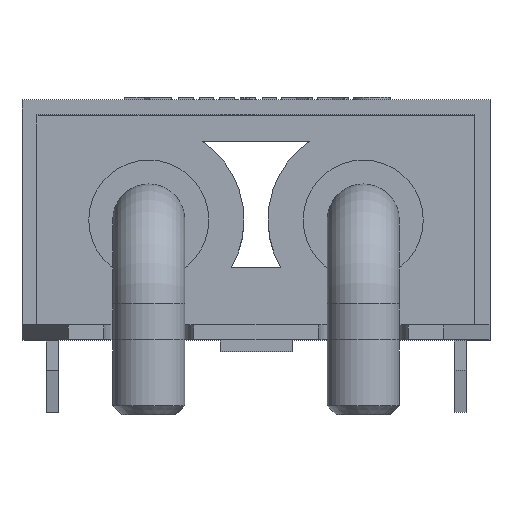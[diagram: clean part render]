
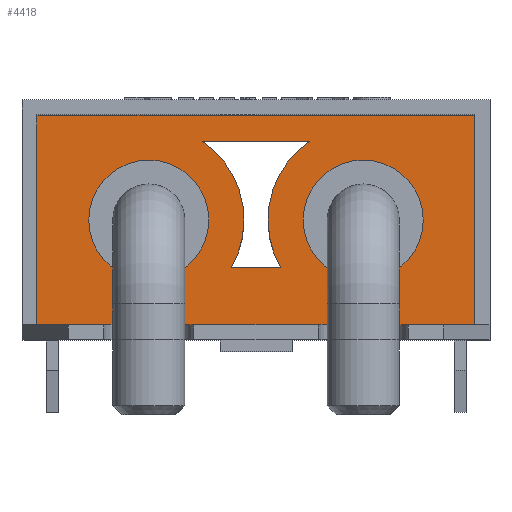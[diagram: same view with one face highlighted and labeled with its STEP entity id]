
A CAD part, top view. The second image highlights one B-rep face of the part: STEP entity #4418.
In plain terms, the highlighted planar face has unit normal (0, 0, 1).
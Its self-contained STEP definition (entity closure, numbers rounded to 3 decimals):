
#55=FACE_BOUND('',#632,.T.);
#56=FACE_BOUND('',#633,.T.);
#57=FACE_BOUND('',#634,.T.);
#369=FACE_OUTER_BOUND('',#631,.T.);
#631=EDGE_LOOP('',(#3726,#3727,#3728,#3729,#3730,#3731,#3732,#3733,#3734,
#3735,#3736,#3737,#3738,#3739,#3740,#3741,#3742,#3743,#3744,#3745,#3746,
#3747,#3748,#3749));
#632=EDGE_LOOP('',(#3750,#3751,#3752,#3753));
#633=EDGE_LOOP('',(#3754));
#634=EDGE_LOOP('',(#3755));
#724=CIRCLE('',#4709,2.);
#725=CIRCLE('',#4711,2.);
#726=CIRCLE('',#4713,3.175);
#727=CIRCLE('',#4716,3.175);
#1054=LINE('',#7181,#1562);
#1058=LINE('',#7189,#1566);
#1062=LINE('',#7197,#1570);
#1073=LINE('',#7217,#1581);
#1077=LINE('',#7225,#1585);
#1083=LINE('',#7237,#1591);
#1086=LINE('',#7244,#1594);
#1090=LINE('',#7251,#1598);
#1093=LINE('',#7258,#1601);
#1097=LINE('',#7265,#1605);
#1100=LINE('',#7272,#1608);
#1102=LINE('',#7276,#1610);
#1107=LINE('',#7285,#1615);
#1109=LINE('',#7290,#1617);
#1114=LINE('',#7299,#1622);
#1116=LINE('',#7303,#1624);
#1117=LINE('',#7305,#1625);
#1121=LINE('',#7312,#1629);
#1177=LINE('',#7449,#1685);
#1180=LINE('',#7456,#1688);
#1181=LINE('',#7459,#1689);
#1182=LINE('',#7461,#1690);
#1183=LINE('',#7462,#1691);
#1184=LINE('',#7463,#1692);
#1185=LINE('',#7464,#1693);
#1186=LINE('',#7465,#1694);
#1562=VECTOR('',#5402,10.);
#1566=VECTOR('',#5406,10.);
#1570=VECTOR('',#5410,10.);
#1581=VECTOR('',#5423,10.);
#1585=VECTOR('',#5427,10.);
#1591=VECTOR('',#5439,10.);
#1594=VECTOR('',#5446,10.);
#1598=VECTOR('',#5452,10.);
#1601=VECTOR('',#5459,10.);
#1605=VECTOR('',#5465,10.);
#1608=VECTOR('',#5472,10.);
#1610=VECTOR('',#5476,10.);
#1615=VECTOR('',#5483,10.);
#1617=VECTOR('',#5489,10.);
#1622=VECTOR('',#5496,10.);
#1624=VECTOR('',#5502,10.);
#1625=VECTOR('',#5503,10.);
#1629=VECTOR('',#5507,10.);
#1685=VECTOR('',#5643,10.);
#1688=VECTOR('',#5652,10.);
#1689=VECTOR('',#5655,10.);
#1690=VECTOR('',#5656,10.);
#1691=VECTOR('',#5657,10.);
#1692=VECTOR('',#5658,10.);
#1693=VECTOR('',#5659,10.);
#1694=VECTOR('',#5660,10.);
#2021=VERTEX_POINT('',#7178);
#2022=VERTEX_POINT('',#7180);
#2025=VERTEX_POINT('',#7186);
#2026=VERTEX_POINT('',#7188);
#2029=VERTEX_POINT('',#7194);
#2030=VERTEX_POINT('',#7196);
#2035=VERTEX_POINT('',#7210);
#2038=VERTEX_POINT('',#7215);
#2039=VERTEX_POINT('',#7218);
#2042=VERTEX_POINT('',#7223);
#2045=VERTEX_POINT('',#7235);
#2047=VERTEX_POINT('',#7243);
#2049=VERTEX_POINT('',#7249);
#2051=VERTEX_POINT('',#7257);
#2053=VERTEX_POINT('',#7263);
#2055=VERTEX_POINT('',#7271);
#2056=VERTEX_POINT('',#7275);
#2059=VERTEX_POINT('',#7283);
#2060=VERTEX_POINT('',#7289);
#2063=VERTEX_POINT('',#7297);
#2064=VERTEX_POINT('',#7304);
#2067=VERTEX_POINT('',#7310);
#2104=VERTEX_POINT('',#7434);
#2105=VERTEX_POINT('',#7438);
#2106=VERTEX_POINT('',#7442);
#2107=VERTEX_POINT('',#7444);
#2108=VERTEX_POINT('',#7448);
#2109=VERTEX_POINT('',#7452);
#2110=VERTEX_POINT('',#7458);
#2111=VERTEX_POINT('',#7460);
#2542=EDGE_CURVE('',#2021,#2022,#1054,.T.);
#2546=EDGE_CURVE('',#2025,#2026,#1058,.T.);
#2550=EDGE_CURVE('',#2029,#2030,#1062,.T.);
#2561=EDGE_CURVE('',#2038,#2035,#1073,.T.);
#2565=EDGE_CURVE('',#2042,#2039,#1077,.T.);
#2571=EDGE_CURVE('',#2029,#2045,#1083,.T.);
#2574=EDGE_CURVE('',#2030,#2047,#1086,.T.);
#2578=EDGE_CURVE('',#2025,#2049,#1090,.T.);
#2581=EDGE_CURVE('',#2026,#2051,#1093,.T.);
#2585=EDGE_CURVE('',#2021,#2053,#1097,.T.);
#2588=EDGE_CURVE('',#2022,#2055,#1100,.T.);
#2590=EDGE_CURVE('',#2039,#2056,#1102,.T.);
#2595=EDGE_CURVE('',#2042,#2059,#1107,.T.);
#2597=EDGE_CURVE('',#2035,#2060,#1109,.T.);
#2602=EDGE_CURVE('',#2038,#2063,#1114,.T.);
#2604=EDGE_CURVE('',#2056,#2063,#1116,.T.);
#2605=EDGE_CURVE('',#2060,#2064,#1117,.T.);
#2609=EDGE_CURVE('',#2067,#2059,#1121,.T.);
#2669=EDGE_CURVE('',#2104,#2104,#724,.T.);
#2671=EDGE_CURVE('',#2105,#2105,#725,.T.);
#2674=EDGE_CURVE('',#2107,#2106,#726,.T.);
#2676=EDGE_CURVE('',#2108,#2107,#1177,.T.);
#2678=EDGE_CURVE('',#2109,#2108,#727,.T.);
#2680=EDGE_CURVE('',#2106,#2109,#1180,.T.);
#2681=EDGE_CURVE('',#2064,#2110,#1181,.T.);
#2682=EDGE_CURVE('',#2111,#2067,#1182,.T.);
#2683=EDGE_CURVE('',#2047,#2111,#1183,.T.);
#2684=EDGE_CURVE('',#2051,#2045,#1184,.T.);
#2685=EDGE_CURVE('',#2055,#2049,#1185,.T.);
#2686=EDGE_CURVE('',#2110,#2053,#1186,.T.);
#3726=ORIENTED_EDGE('',*,*,#2681,.F.);
#3727=ORIENTED_EDGE('',*,*,#2605,.F.);
#3728=ORIENTED_EDGE('',*,*,#2597,.F.);
#3729=ORIENTED_EDGE('',*,*,#2561,.F.);
#3730=ORIENTED_EDGE('',*,*,#2602,.T.);
#3731=ORIENTED_EDGE('',*,*,#2604,.F.);
#3732=ORIENTED_EDGE('',*,*,#2590,.F.);
#3733=ORIENTED_EDGE('',*,*,#2565,.F.);
#3734=ORIENTED_EDGE('',*,*,#2595,.T.);
#3735=ORIENTED_EDGE('',*,*,#2609,.F.);
#3736=ORIENTED_EDGE('',*,*,#2682,.F.);
#3737=ORIENTED_EDGE('',*,*,#2683,.F.);
#3738=ORIENTED_EDGE('',*,*,#2574,.F.);
#3739=ORIENTED_EDGE('',*,*,#2550,.F.);
#3740=ORIENTED_EDGE('',*,*,#2571,.T.);
#3741=ORIENTED_EDGE('',*,*,#2684,.F.);
#3742=ORIENTED_EDGE('',*,*,#2581,.F.);
#3743=ORIENTED_EDGE('',*,*,#2546,.F.);
#3744=ORIENTED_EDGE('',*,*,#2578,.T.);
#3745=ORIENTED_EDGE('',*,*,#2685,.F.);
#3746=ORIENTED_EDGE('',*,*,#2588,.F.);
#3747=ORIENTED_EDGE('',*,*,#2542,.F.);
#3748=ORIENTED_EDGE('',*,*,#2585,.T.);
#3749=ORIENTED_EDGE('',*,*,#2686,.F.);
#3750=ORIENTED_EDGE('',*,*,#2680,.T.);
#3751=ORIENTED_EDGE('',*,*,#2678,.T.);
#3752=ORIENTED_EDGE('',*,*,#2676,.T.);
#3753=ORIENTED_EDGE('',*,*,#2674,.T.);
#3754=ORIENTED_EDGE('',*,*,#2671,.T.);
#3755=ORIENTED_EDGE('',*,*,#2669,.T.);
#4186=PLANE('',#4718);
#4418=ADVANCED_FACE('',(#369,#55,#56,#57),#4186,.T.);
#4709=AXIS2_PLACEMENT_3D('',#7435,#5627,#5628);
#4711=AXIS2_PLACEMENT_3D('',#7439,#5632,#5633);
#4713=AXIS2_PLACEMENT_3D('',#7445,#5638,#5639);
#4716=AXIS2_PLACEMENT_3D('',#7453,#5647,#5648);
#4718=AXIS2_PLACEMENT_3D('',#7457,#5653,#5654);
#5402=DIRECTION('',(-1.,0.,0.));
#5406=DIRECTION('',(-1.,0.,0.));
#5410=DIRECTION('',(-1.,0.,0.));
#5423=DIRECTION('',(1.,0.,0.));
#5427=DIRECTION('',(1.,0.,0.));
#5439=DIRECTION('',(0.,1.,0.));
#5446=DIRECTION('',(0.,1.,0.));
#5452=DIRECTION('',(0.,1.,0.));
#5459=DIRECTION('',(0.,1.,0.));
#5465=DIRECTION('',(0.,1.,0.));
#5472=DIRECTION('',(0.,1.,0.));
#5476=DIRECTION('',(0.,-1.,0.));
#5483=DIRECTION('',(0.,-1.,0.));
#5489=DIRECTION('',(0.,-1.,0.));
#5496=DIRECTION('',(0.,-1.,0.));
#5502=DIRECTION('',(1.,0.,0.));
#5503=DIRECTION('',(1.,0.,0.));
#5507=DIRECTION('',(1.,0.,0.));
#5627=DIRECTION('center_axis',(0.,0.,-1.));
#5628=DIRECTION('ref_axis',(1.,0.,0.));
#5632=DIRECTION('center_axis',(0.,0.,-1.));
#5633=DIRECTION('ref_axis',(1.,0.,0.));
#5638=DIRECTION('center_axis',(0.,0.,1.));
#5639=DIRECTION('ref_axis',(-0.563,0.827,0.));
#5643=DIRECTION('',(1.,0.,0.));
#5647=DIRECTION('center_axis',(0.,0.,1.));
#5648=DIRECTION('ref_axis',(0.868,-0.496,0.));
#5652=DIRECTION('',(-1.,0.,0.));
#5653=DIRECTION('center_axis',(0.,0.,1.));
#5654=DIRECTION('ref_axis',(1.,0.,0.));
#5655=DIRECTION('',(0.,-1.,0.));
#5656=DIRECTION('',(0.,1.,0.));
#5657=DIRECTION('',(-1.,0.,0.));
#5658=DIRECTION('',(-1.,0.,0.));
#5659=DIRECTION('',(-1.,0.,0.));
#5660=DIRECTION('',(-1.,0.,0.));
#7178=CARTESIAN_POINT('',(-2.25,-0.825,12.));
#7180=CARTESIAN_POINT('',(-3.75,-0.825,12.));
#7181=CARTESIAN_POINT('',(-8.4,-0.825,12.));
#7186=CARTESIAN_POINT('',(-5.75,-0.825,12.));
#7188=CARTESIAN_POINT('',(-7.75,-0.825,12.));
#7189=CARTESIAN_POINT('',(-10.15,-0.825,12.));
#7194=CARTESIAN_POINT('',(-9.75,-0.825,12.));
#7196=CARTESIAN_POINT('',(-11.25,-0.825,12.));
#7197=CARTESIAN_POINT('',(-12.15,-0.825,12.));
#7210=CARTESIAN_POINT('',(-1.325,7.175,12.));
#7215=CARTESIAN_POINT('',(-3.325,7.175,12.));
#7217=CARTESIAN_POINT('',(-1.138,7.175,12.));
#7218=CARTESIAN_POINT('',(-10.175,7.175,12.));
#7223=CARTESIAN_POINT('',(-12.175,7.175,12.));
#7225=CARTESIAN_POINT('',(-5.563,7.175,12.));
#7235=CARTESIAN_POINT('',(-9.75,-0.325,12.));
#7237=CARTESIAN_POINT('',(-9.75,-0.825,12.));
#7243=CARTESIAN_POINT('',(-11.25,-0.325,12.));
#7244=CARTESIAN_POINT('',(-11.25,-0.825,12.));
#7249=CARTESIAN_POINT('',(-5.75,-0.325,12.));
#7251=CARTESIAN_POINT('',(-5.75,-0.825,12.));
#7257=CARTESIAN_POINT('',(-7.75,-0.325,12.));
#7258=CARTESIAN_POINT('',(-7.75,-0.825,12.));
#7263=CARTESIAN_POINT('',(-2.25,-0.325,12.));
#7265=CARTESIAN_POINT('',(-2.25,-0.825,12.));
#7271=CARTESIAN_POINT('',(-3.75,-0.325,12.));
#7272=CARTESIAN_POINT('',(-3.75,-0.825,12.));
#7275=CARTESIAN_POINT('',(-10.175,6.675,12.));
#7276=CARTESIAN_POINT('',(-10.175,7.175,12.));
#7283=CARTESIAN_POINT('',(-12.175,6.675,12.));
#7285=CARTESIAN_POINT('',(-12.175,7.175,12.));
#7289=CARTESIAN_POINT('',(-1.325,6.675,12.));
#7290=CARTESIAN_POINT('',(-1.325,7.175,12.));
#7297=CARTESIAN_POINT('',(-3.325,6.675,12.));
#7299=CARTESIAN_POINT('',(-3.325,7.175,12.));
#7303=CARTESIAN_POINT('',(-10.4,6.675,12.));
#7304=CARTESIAN_POINT('',(0.55,6.675,12.));
#7305=CARTESIAN_POINT('',(-10.4,6.675,12.));
#7310=CARTESIAN_POINT('',(-14.05,6.675,12.));
#7312=CARTESIAN_POINT('',(-10.4,6.675,12.));
#7434=CARTESIAN_POINT('',(-5.175,3.175,12.));
#7435=CARTESIAN_POINT('Origin',(-3.175,3.175,12.));
#7438=CARTESIAN_POINT('',(-12.325,3.175,12.));
#7439=CARTESIAN_POINT('Origin',(-10.325,3.175,12.));
#7442=CARTESIAN_POINT('',(-5.932,1.6,12.));
#7444=CARTESIAN_POINT('',(-4.961,5.8,12.));
#7445=CARTESIAN_POINT('Origin',(-3.175,3.175,12.));
#7448=CARTESIAN_POINT('',(-8.539,5.8,12.));
#7449=CARTESIAN_POINT('',(-8.539,5.8,12.));
#7452=CARTESIAN_POINT('',(-7.568,1.6,12.));
#7453=CARTESIAN_POINT('Origin',(-10.325,3.175,12.));
#7456=CARTESIAN_POINT('',(-5.932,1.6,12.));
#7457=CARTESIAN_POINT('Origin',(-6.75,3.175,12.));
#7458=CARTESIAN_POINT('',(0.55,-0.325,12.));
#7459=CARTESIAN_POINT('',(0.55,4.925,12.));
#7460=CARTESIAN_POINT('',(-14.05,-0.325,12.));
#7461=CARTESIAN_POINT('',(-14.05,1.425,12.));
#7462=CARTESIAN_POINT('',(-3.1,-0.325,12.));
#7463=CARTESIAN_POINT('',(-3.1,-0.325,12.));
#7464=CARTESIAN_POINT('',(-3.1,-0.325,12.));
#7465=CARTESIAN_POINT('',(-3.1,-0.325,12.));
